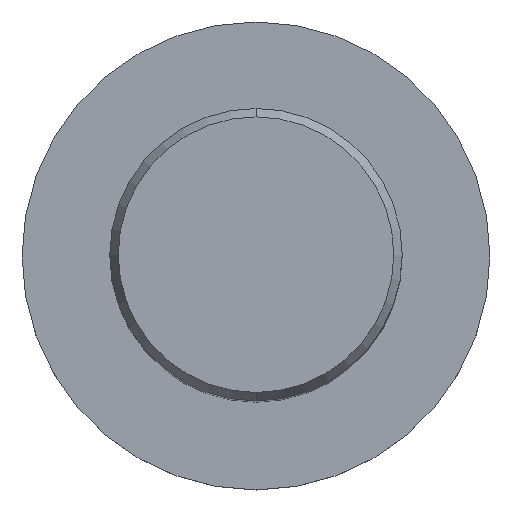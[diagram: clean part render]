
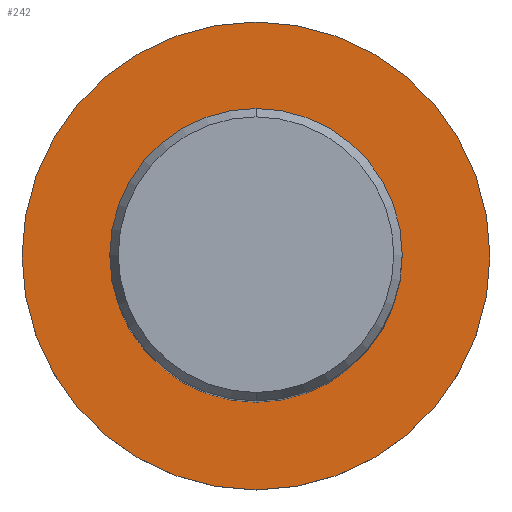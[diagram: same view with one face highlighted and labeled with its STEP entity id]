
A CAD part, top view. The second image highlights one B-rep face of the part: STEP entity #242.
In plain terms, the highlighted planar face has unit normal (0, 0, 1).
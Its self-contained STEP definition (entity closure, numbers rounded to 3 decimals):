
#224=EDGE_CURVE('',#468,#374,#561,.T.);
#242=ADVANCED_FACE('',(#579,#580),#581,.T.);
#266=EDGE_CURVE('',#374,#468,#609,.T.);
#306=VERTEX_POINT('',#654);
#320=EDGE_CURVE('',#306,#472,#668,.T.);
#374=VERTEX_POINT('',#725);
#394=EDGE_CURVE('',#472,#306,#745,.T.);
#468=VERTEX_POINT('',#830);
#472=VERTEX_POINT('',#834);
#561=CIRCLE('',#992,10.0);
#579=FACE_BOUND('',#1022,.T.);
#580=FACE_OUTER_BOUND('',#1023,.T.);
#581=PLANE('',#1024);
#609=CIRCLE('',#1062,10.0);
#654=CARTESIAN_POINT('',(0.,-16.0,-50.0));
#668=CIRCLE('',#1149,16.0);
#725=CARTESIAN_POINT('',(0.0,10.0,-50.0));
#745=CIRCLE('',#1303,16.0);
#830=CARTESIAN_POINT('',(0.,-10.0,-50.0));
#834=CARTESIAN_POINT('',(0.0,16.0,-50.0));
#992=AXIS2_PLACEMENT_3D('',#1621,#1622,#1623);
#1022=EDGE_LOOP('',(#1630,#1631));
#1023=EDGE_LOOP('',(#1632,#1633));
#1024=AXIS2_PLACEMENT_3D('',#1634,#1635,#1636);
#1062=AXIS2_PLACEMENT_3D('',#1695,#1696,#1697);
#1149=AXIS2_PLACEMENT_3D('',#1757,#1758,#1759);
#1303=AXIS2_PLACEMENT_3D('',#1827,#1828,#1829);
#1621=CARTESIAN_POINT('',(0.0,0.0,-50.0));
#1622=DIRECTION('',(-0.0,0.0,-1.0));
#1623=DIRECTION('',(0.0,1.0,0.0));
#1630=ORIENTED_EDGE('',*,*,#266,.T.);
#1631=ORIENTED_EDGE('',*,*,#224,.T.);
#1632=ORIENTED_EDGE('',*,*,#394,.F.);
#1633=ORIENTED_EDGE('',*,*,#320,.F.);
#1634=CARTESIAN_POINT('',(0.0,8.0,-50.0));
#1635=DIRECTION('',(-0.0,0.0,1.0));
#1636=DIRECTION('',(0.0,-1.0,0.0));
#1695=CARTESIAN_POINT('',(0.0,0.0,-50.0));
#1696=DIRECTION('',(-0.0,0.0,-1.0));
#1697=DIRECTION('',(0.0,1.0,0.0));
#1757=CARTESIAN_POINT('',(0.0,0.0,-50.0));
#1758=DIRECTION('',(0.0,0.0,-1.0));
#1759=DIRECTION('',(0.0,1.0,0.0));
#1827=CARTESIAN_POINT('',(0.0,0.0,-50.0));
#1828=DIRECTION('',(0.0,0.0,-1.0));
#1829=DIRECTION('',(0.0,1.0,0.0));
